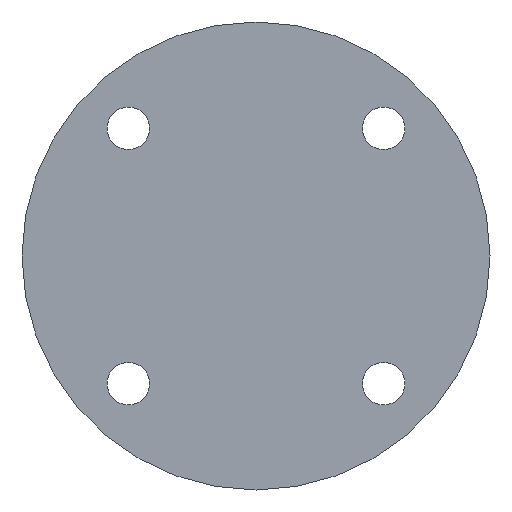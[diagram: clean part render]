
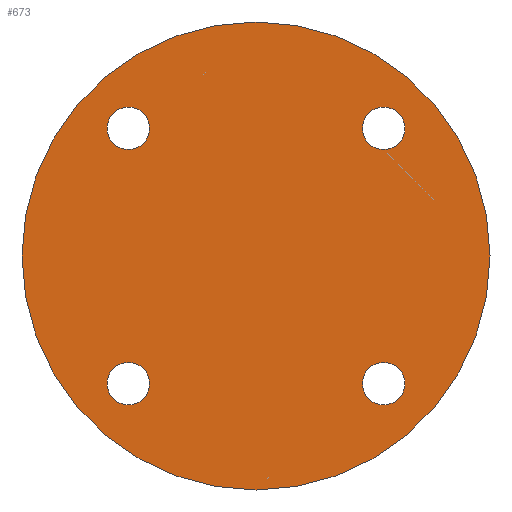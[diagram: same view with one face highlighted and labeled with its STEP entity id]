
A CAD part, front view. The second image highlights one B-rep face of the part: STEP entity #673.
In plain terms, the highlighted planar face has unit normal (0, -1, 0).
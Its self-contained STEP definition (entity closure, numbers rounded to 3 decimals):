
#2 = CARTESIAN_POINT ( 'NONE',  ( -15., 0., 12.5 ) ) ;
#6 = DIRECTION ( 'NONE',  ( 0., 1., 0. ) ) ;
#8 = EDGE_CURVE ( 'NONE', #415, #500, #469, .T. ) ;
#14 = AXIS2_PLACEMENT_3D ( 'NONE', #502, #699, #556 ) ;
#25 = CIRCLE ( 'NONE', #49, 2.5 ) ;
#28 = EDGE_CURVE ( 'NONE', #79, #257, #632, .T. ) ;
#41 = ORIENTED_EDGE ( 'NONE', *, *, #340, .T. ) ;
#43 = CIRCLE ( 'NONE', #229, 2.5 ) ;
#49 = AXIS2_PLACEMENT_3D ( 'NONE', #402, #188, #294 ) ;
#56 = DIRECTION ( 'NONE',  ( 0., 1., 0. ) ) ;
#60 = FACE_OUTER_BOUND ( 'NONE', #465, .T. ) ;
#63 = DIRECTION ( 'NONE',  ( 0., 1., 0. ) ) ;
#79 = VERTEX_POINT ( 'NONE', #645 ) ;
#81 = CIRCLE ( 'NONE', #339, 2.5 ) ;
#94 = DIRECTION ( 'NONE',  ( 0., 0., 1. ) ) ;
#108 = PLANE ( 'NONE',  #689 ) ;
#126 = CARTESIAN_POINT ( 'NONE',  ( 0., 0., -27.5 ) ) ;
#139 = CARTESIAN_POINT ( 'NONE',  ( -15., 0., -12.5 ) ) ;
#149 = FACE_BOUND ( 'NONE', #539, .T. ) ;
#153 = DIRECTION ( 'NONE',  ( 0., 1., 0. ) ) ;
#156 = CARTESIAN_POINT ( 'NONE',  ( 0., 0., 0. ) ) ;
#167 = DIRECTION ( 'NONE',  ( 0., 1., 0. ) ) ;
#188 = DIRECTION ( 'NONE',  ( 0., 1., 0. ) ) ;
#195 = AXIS2_PLACEMENT_3D ( 'NONE', #215, #63, #430 ) ;
#196 = EDGE_CURVE ( 'NONE', #618, #299, #659, .T. ) ;
#205 = CARTESIAN_POINT ( 'NONE',  ( -15., 0., 15. ) ) ;
#209 = CARTESIAN_POINT ( 'NONE',  ( 15., 0., -12.5 ) ) ;
#215 = CARTESIAN_POINT ( 'NONE',  ( 0., 0., 0. ) ) ;
#216 = EDGE_CURVE ( 'NONE', #636, #225, #372, .T. ) ;
#225 = VERTEX_POINT ( 'NONE', #126 ) ;
#229 = AXIS2_PLACEMENT_3D ( 'NONE', #296, #302, #457 ) ;
#231 = EDGE_CURVE ( 'NONE', #568, #395, #81, .T. ) ;
#239 = DIRECTION ( 'NONE',  ( 0., 1., 0. ) ) ;
#255 = DIRECTION ( 'NONE',  ( 0., 0., 1. ) ) ;
#257 = VERTEX_POINT ( 'NONE', #2 ) ;
#260 = CARTESIAN_POINT ( 'NONE',  ( 0., 0., 27.5 ) ) ;
#272 = AXIS2_PLACEMENT_3D ( 'NONE', #575, #153, #255 ) ;
#290 = FACE_BOUND ( 'NONE', #551, .T. ) ;
#294 = DIRECTION ( 'NONE',  ( 0., 0., 1. ) ) ;
#296 = CARTESIAN_POINT ( 'NONE',  ( 15., 0., -15. ) ) ;
#297 = DIRECTION ( 'NONE',  ( 0., 1., 0. ) ) ;
#298 = EDGE_CURVE ( 'NONE', #225, #636, #631, .T. ) ;
#299 = VERTEX_POINT ( 'NONE', #328 ) ;
#302 = DIRECTION ( 'NONE',  ( 0., 1., 0. ) ) ;
#324 = DIRECTION ( 'NONE',  ( 0., 0., 1. ) ) ;
#326 = EDGE_LOOP ( 'NONE', ( #501, #41 ) ) ;
#328 = CARTESIAN_POINT ( 'NONE',  ( 15., 0., -17.5 ) ) ;
#339 = AXIS2_PLACEMENT_3D ( 'NONE', #666, #167, #399 ) ;
#340 = EDGE_CURVE ( 'NONE', #395, #568, #697, .T. ) ;
#341 = ORIENTED_EDGE ( 'NONE', *, *, #8, .T. ) ;
#348 = EDGE_CURVE ( 'NONE', #500, #415, #588, .T. ) ;
#370 = ORIENTED_EDGE ( 'NONE', *, *, #28, .T. ) ;
#372 = CIRCLE ( 'NONE', #195, 27.5 ) ;
#377 = EDGE_CURVE ( 'NONE', #257, #79, #25, .T. ) ;
#379 = EDGE_CURVE ( 'NONE', #299, #618, #43, .T. ) ;
#380 = ORIENTED_EDGE ( 'NONE', *, *, #379, .T. ) ;
#386 = DIRECTION ( 'NONE',  ( 0., 0., 1. ) ) ;
#395 = VERTEX_POINT ( 'NONE', #139 ) ;
#399 = DIRECTION ( 'NONE',  ( 0., 0., 1. ) ) ;
#402 = CARTESIAN_POINT ( 'NONE',  ( -15., 0., 15. ) ) ;
#406 = CARTESIAN_POINT ( 'NONE',  ( 15., 0., 15. ) ) ;
#415 = VERTEX_POINT ( 'NONE', #623 ) ;
#430 = DIRECTION ( 'NONE',  ( 0., 0., 1. ) ) ;
#434 = ORIENTED_EDGE ( 'NONE', *, *, #377, .T. ) ;
#447 = FACE_BOUND ( 'NONE', #606, .T. ) ;
#457 = DIRECTION ( 'NONE',  ( 0., 0., 1. ) ) ;
#464 = FACE_BOUND ( 'NONE', #326, .T. ) ;
#465 = EDGE_LOOP ( 'NONE', ( #681, #619 ) ) ;
#469 = CIRCLE ( 'NONE', #272, 2.5 ) ;
#471 = ORIENTED_EDGE ( 'NONE', *, *, #196, .T. ) ;
#478 = AXIS2_PLACEMENT_3D ( 'NONE', #507, #239, #564 ) ;
#494 = ORIENTED_EDGE ( 'NONE', *, *, #348, .T. ) ;
#500 = VERTEX_POINT ( 'NONE', #524 ) ;
#501 = ORIENTED_EDGE ( 'NONE', *, *, #231, .T. ) ;
#502 = CARTESIAN_POINT ( 'NONE',  ( 0., 0., 0. ) ) ;
#507 = CARTESIAN_POINT ( 'NONE',  ( -15., 0., -15. ) ) ;
#524 = CARTESIAN_POINT ( 'NONE',  ( 15., 0., 12.5 ) ) ;
#530 = DIRECTION ( 'NONE',  ( 0., 1., 0. ) ) ;
#539 = EDGE_LOOP ( 'NONE', ( #494, #341 ) ) ;
#551 = EDGE_LOOP ( 'NONE', ( #380, #471 ) ) ;
#554 = AXIS2_PLACEMENT_3D ( 'NONE', #205, #56, #581 ) ;
#556 = DIRECTION ( 'NONE',  ( 0., 0., 1. ) ) ;
#564 = DIRECTION ( 'NONE',  ( 0., 0., 1. ) ) ;
#568 = VERTEX_POINT ( 'NONE', #698 ) ;
#575 = CARTESIAN_POINT ( 'NONE',  ( 15., 0., 15. ) ) ;
#581 = DIRECTION ( 'NONE',  ( 0., 0., 1. ) ) ;
#588 = CIRCLE ( 'NONE', #637, 2.5 ) ;
#601 = CARTESIAN_POINT ( 'NONE',  ( 15., 0., -15. ) ) ;
#606 = EDGE_LOOP ( 'NONE', ( #434, #370 ) ) ;
#618 = VERTEX_POINT ( 'NONE', #209 ) ;
#619 = ORIENTED_EDGE ( 'NONE', *, *, #216, .F. ) ;
#623 = CARTESIAN_POINT ( 'NONE',  ( 15., 0., 17.5 ) ) ;
#631 = CIRCLE ( 'NONE', #14, 27.5 ) ;
#632 = CIRCLE ( 'NONE', #554, 2.5 ) ;
#636 = VERTEX_POINT ( 'NONE', #260 ) ;
#637 = AXIS2_PLACEMENT_3D ( 'NONE', #406, #297, #94 ) ;
#641 = AXIS2_PLACEMENT_3D ( 'NONE', #601, #6, #386 ) ;
#645 = CARTESIAN_POINT ( 'NONE',  ( -15., 0., 17.5 ) ) ;
#659 = CIRCLE ( 'NONE', #641, 2.5 ) ;
#666 = CARTESIAN_POINT ( 'NONE',  ( -15., 0., -15. ) ) ;
#673 = ADVANCED_FACE ( 'NONE', ( #60, #464, #447, #290, #149 ), #108, .F. ) ;
#681 = ORIENTED_EDGE ( 'NONE', *, *, #298, .F. ) ;
#689 = AXIS2_PLACEMENT_3D ( 'NONE', #156, #530, #324 ) ;
#697 = CIRCLE ( 'NONE', #478, 2.5 ) ;
#698 = CARTESIAN_POINT ( 'NONE',  ( -15., 0., -17.5 ) ) ;
#699 = DIRECTION ( 'NONE',  ( 0., 1., 0. ) ) ;
